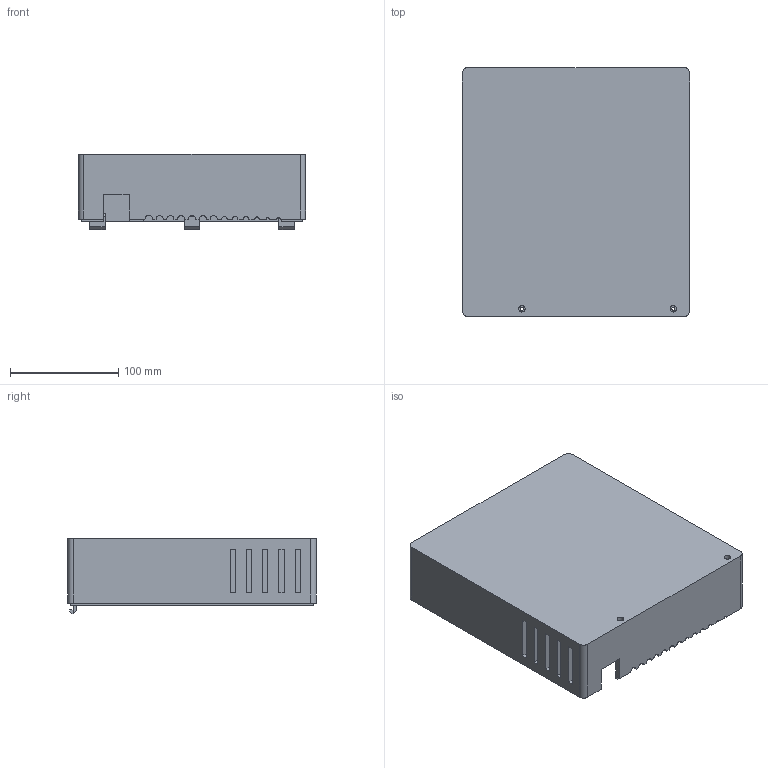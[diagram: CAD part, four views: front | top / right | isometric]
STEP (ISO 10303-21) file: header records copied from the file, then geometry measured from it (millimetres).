
FILE_DESCRIPTION(('FreeCAD Model'),'2;1');
FILE_NAME('Open CASCADE Shape Model','2024-09-20T19:38:53',(''),(''), 'Open CASCADE STEP processor 7.6','FreeCAD','Unknown');
FILE_SCHEMA(('AUTOMOTIVE_DESIGN { 1 0 10303 214 1 1 1 1 }'));
Length unit declared in the file: millimetre
Products named in the file (1): Top
Bounding box: 210 x 230 x 69.85 mm (x, y, z)
Volume: 474220.5 mm3; surface area: 201797.7 mm2
Topology: 1 solids, 1 shells, 127 faces, 363 edges, 240 vertices
Faces by surface type: plane 104, cylinder 23
Full cylindrical faces by diameter (mm): 3 x2, 6 x2
Entity records: 8939 total; most frequent: CARTESIAN_POINT 1595, DIRECTION 1372, LINE 989, VECTOR 989, ORIENTED_EDGE 726, PCURVE 726, DEFINITIONAL_REPRESENTATION 726, EDGE_CURVE 363
